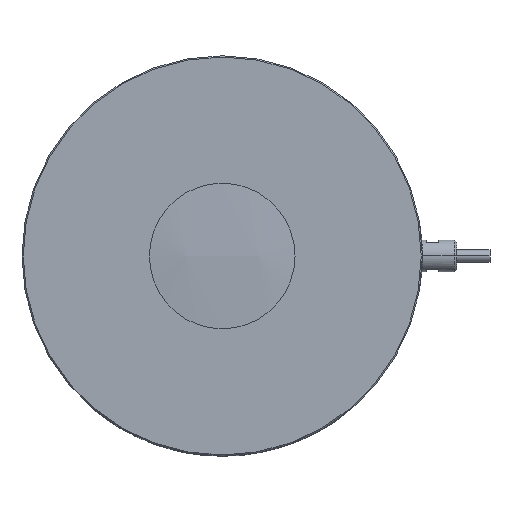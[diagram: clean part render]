
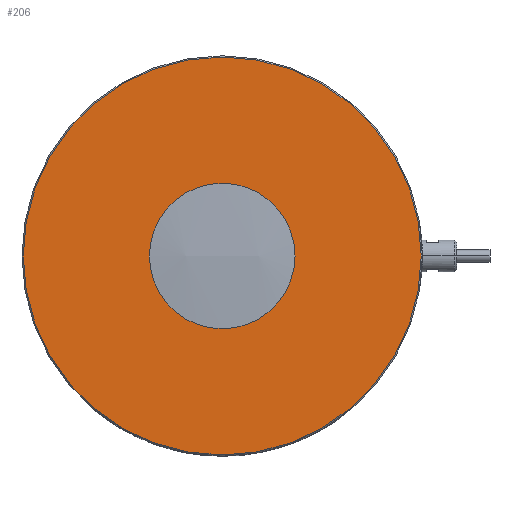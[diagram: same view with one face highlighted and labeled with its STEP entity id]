
A CAD part, left-side view. The second image highlights one B-rep face of the part: STEP entity #206.
In plain terms, the highlighted planar face has unit normal (-1, 0, 0).
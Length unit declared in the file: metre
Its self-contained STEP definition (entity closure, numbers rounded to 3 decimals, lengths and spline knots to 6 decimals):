
#206=ADVANCED_FACE('0:8999',(#474,#475),#476,.T.);
#474=FACE_OUTER_BOUND('',#1174,.T.);
#475=FACE_BOUND('',#1175,.T.);
#476=PLANE('',#1176);
#1174=EDGE_LOOP('',(#2244,#2245));
#1175=EDGE_LOOP('',(#2246,#2247));
#1176=AXIS2_PLACEMENT_3D('',#2248,#2249,#2250);
#2244=ORIENTED_EDGE('',*,*,#3117,.T.);
#2245=ORIENTED_EDGE('',*,*,#3118,.T.);
#2246=ORIENTED_EDGE('',*,*,#3119,.F.);
#2247=ORIENTED_EDGE('',*,*,#3120,.F.);
#2248=CARTESIAN_POINT('',(0.090477,0.152347,0.));
#2249=DIRECTION('',(-1.0,0.,0.));
#2250=DIRECTION('',(0.,-1.0,0.));
#3117=EDGE_CURVE('0:9365',#3665,#3666,#3667,.T.);
#3118=EDGE_CURVE('',#3666,#3665,#3668,.T.);
#3119=EDGE_CURVE('0:9248',#3669,#3670,#3671,.T.);
#3120=EDGE_CURVE('',#3670,#3669,#3672,.T.);
#3665=VERTEX_POINT('',#4912);
#3666=VERTEX_POINT('',#4913);
#3667=CIRCLE('',#4914,0.082);
#3668=CIRCLE('',#4915,0.082);
#3669=VERTEX_POINT('',#4916);
#3670=VERTEX_POINT('',#4917);
#3671=CIRCLE('',#4918,0.028);
#3672=CIRCLE('',#4919,0.028);
#4912=CARTESIAN_POINT('',(0.090477,0.015347,0.));
#4913=CARTESIAN_POINT('',(0.090477,0.179347,0.));
#4914=AXIS2_PLACEMENT_3D('',#6443,#6444,#6445);
#4915=AXIS2_PLACEMENT_3D('',#6446,#6447,#6448);
#4916=CARTESIAN_POINT('',(0.090477,0.097347,-0.028));
#4917=CARTESIAN_POINT('',(0.090477,0.097347,0.028));
#4918=AXIS2_PLACEMENT_3D('',#6449,#6450,#6451);
#4919=AXIS2_PLACEMENT_3D('',#6452,#6453,#6454);
#6443=CARTESIAN_POINT('',(0.090477,0.097347,0.));
#6444=DIRECTION('',(-1.0,0.,0.));
#6445=DIRECTION('',(0.,1.0,0.));
#6446=CARTESIAN_POINT('',(0.090477,0.097347,0.));
#6447=DIRECTION('',(-1.0,0.,0.));
#6448=DIRECTION('',(0.,1.0,0.));
#6449=CARTESIAN_POINT('',(0.090477,0.097347,0.));
#6450=DIRECTION('',(-1.0,0.,0.));
#6451=DIRECTION('',(0.,1.0,0.));
#6452=CARTESIAN_POINT('',(0.090477,0.097347,0.));
#6453=DIRECTION('',(-1.0,0.,0.));
#6454=DIRECTION('',(0.,1.0,0.));
